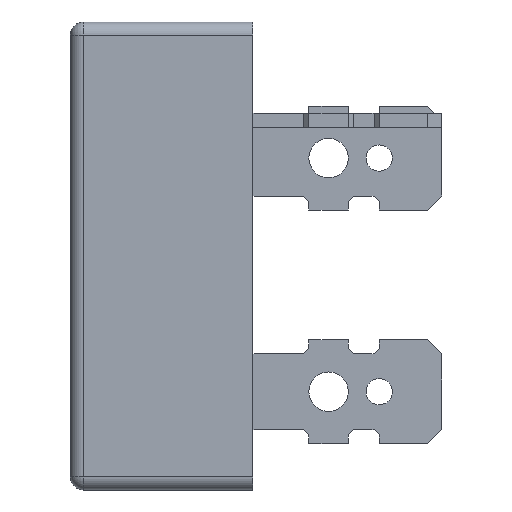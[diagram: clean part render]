
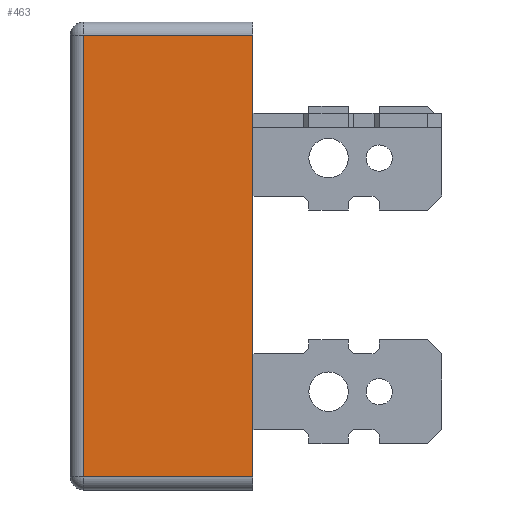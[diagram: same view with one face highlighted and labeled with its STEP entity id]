
A CAD part, left-side view. The second image highlights one B-rep face of the part: STEP entity #463.
In plain terms, the highlighted planar face has unit normal (-1, 0, 0).
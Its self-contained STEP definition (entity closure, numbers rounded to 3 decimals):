
#105 = DIRECTION ( 'NONE',  ( 0., 0., -1. ) ) ;
#463 = ADVANCED_FACE ( 'NONE', ( #20995 ), #25466, .F. ) ;
#2582 = ORIENTED_EDGE ( 'NONE', *, *, #12750, .T. ) ;
#2670 = LINE ( 'NONE', #15295, #18630 ) ;
#3836 = ORIENTED_EDGE ( 'NONE', *, *, #14227, .T. ) ;
#3923 = VECTOR ( 'NONE', #24664, 1000. ) ;
#4087 = ORIENTED_EDGE ( 'NONE', *, *, #22307, .T. ) ;
#4832 = CARTESIAN_POINT ( 'NONE',  ( -6., 0.1, 5.2 ) ) ;
#4860 = EDGE_LOOP ( 'NONE', ( #4087, #2582, #13648, #3836 ) ) ;
#5245 = CARTESIAN_POINT ( 'NONE',  ( -6., 11.23, -22.55 ) ) ;
#5786 = EDGE_CURVE ( 'NONE', #31413, #18394, #8979, .T. ) ;
#7878 = LINE ( 'NONE', #8220, #13987 ) ;
#8220 = CARTESIAN_POINT ( 'NONE',  ( -6., 11.23, -21.75 ) ) ;
#8979 = LINE ( 'NONE', #14371, #3923 ) ;
#10103 = LINE ( 'NONE', #20316, #17638 ) ;
#10541 = VERTEX_POINT ( 'NONE', #19015 ) ;
#12750 = EDGE_CURVE ( 'NONE', #24409, #31413, #2670, .T. ) ;
#12989 = DIRECTION ( 'NONE',  ( 1., 0., 0. ) ) ;
#13617 = AXIS2_PLACEMENT_3D ( 'NONE', #5245, #12989, #105 ) ;
#13648 = ORIENTED_EDGE ( 'NONE', *, *, #5786, .T. ) ;
#13987 = VECTOR ( 'NONE', #18444, 1000. ) ;
#14227 = EDGE_CURVE ( 'NONE', #18394, #10541, #7878, .T. ) ;
#14371 = CARTESIAN_POINT ( 'NONE',  ( -6., 10.43, -22.55 ) ) ;
#15295 = CARTESIAN_POINT ( 'NONE',  ( -6., 11.23, 5.2 ) ) ;
#17638 = VECTOR ( 'NONE', #27934, 1000. ) ;
#18394 = VERTEX_POINT ( 'NONE', #31208 ) ;
#18444 = DIRECTION ( 'NONE',  ( 0., -1., 0. ) ) ;
#18630 = VECTOR ( 'NONE', #25411, 1000. ) ;
#19015 = CARTESIAN_POINT ( 'NONE',  ( -6., 0.1, -21.75 ) ) ;
#20316 = CARTESIAN_POINT ( 'NONE',  ( -6., 0.1, -22.55 ) ) ;
#20995 = FACE_OUTER_BOUND ( 'NONE', #4860, .T. ) ;
#22307 = EDGE_CURVE ( 'NONE', #10541, #24409, #10103, .T. ) ;
#24409 = VERTEX_POINT ( 'NONE', #4832 ) ;
#24664 = DIRECTION ( 'NONE',  ( 0., 0., -1. ) ) ;
#25411 = DIRECTION ( 'NONE',  ( 0., 1., 0. ) ) ;
#25466 = PLANE ( 'NONE',  #13617 ) ;
#27934 = DIRECTION ( 'NONE',  ( 0., 0., 1. ) ) ;
#31208 = CARTESIAN_POINT ( 'NONE',  ( -6., 10.43, -21.75 ) ) ;
#31373 = CARTESIAN_POINT ( 'NONE',  ( -6., 10.43, 5.2 ) ) ;
#31413 = VERTEX_POINT ( 'NONE', #31373 ) ;
